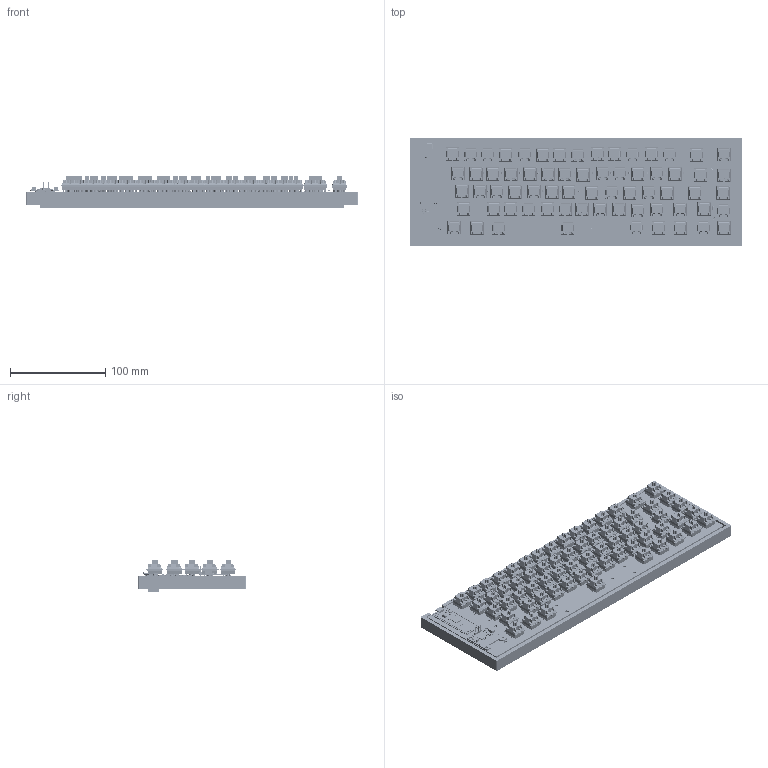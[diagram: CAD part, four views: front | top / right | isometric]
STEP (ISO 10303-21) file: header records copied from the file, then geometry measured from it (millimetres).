
FILE_DESCRIPTION(/* description */ (''),/* implementation_level */ '2;1');
FILE_NAME(/* name */ 'Keyboard with components.step',/* time_stamp */ '2026-01-21T09:39:18-05:00',/* author */ (''),/* organization */ (''),/* preprocessor_version */ 'ST-DEVELOPER v20.1',/* originating_system */ 'Autodesk Translation Framework v14.21.0.0',/* authorisation */ '');
FILE_SCHEMA (('AUTOMOTIVE_DESIGN { 1 0 10303 214 3 1 1 }'));
Products named in the file (52): 2026-01-09-15-44-01-182; 2026-01-10-20-46-24-564; 2026-01-10-20-46-24-565; 2026-01-10-20-46-24-567; 2026-01-10-20-46-24-566; 2026-01-10-23-57-37-748; 2026-01-10-23-57-37-748_1; 2026-01-10-23-57-37-748_2; 2026-01-10-23-57-37-748_3; 2026-01-10-23-57-37-748_4; 2026-01-10-23-57-37-748_5; 2026-01-10-23-57-37-748_6; 2026-01-10-23-57-37-748_7; 2026-01-10-23-57-37-748_8; 2026-01-10-23-57-37-749; 2026-01-10-23-57-37-750; 2026-01-11-00-07-58-444; 2026-01-11-00-07-58-445; 2026-01-11-00-07-58-447; 2026-01-11-00-07-58-449; 2026-01-11-00-07-58-450; 2026-01-11-00-07-58-451; 2026-01-11-00-07-58-452; 2026-01-11-00-07-58-453; 2026-01-11-00-07-58-454; 2026-01-11-00-07-58-455; 2026-01-11-00-07-58-457; 2026-01-11-00-07-58-458; 2026-01-11-00-07-58-459; 2026-01-11-00-07-58-461; 2026-01-11-00-07-58-462; 2026-01-11-00-07-58-463; 2026-01-11-00-07-58-445_1; 2026-01-11-00-07-58-445_2; 2026-01-11-00-07-58-447_1; 2026-01-11-00-07-58-445_3; 2026-01-11-00-07-58-445_4; 2026-01-11-00-07-58-455_1; 2026-01-11-00-07-58-445_5; 2026-01-11-00-07-58-459_1 ...
Assembly tree (207 placements, depth 4):
  2026-01-09-15-44-01-182
    2026-01-10-20-46-24-564
      2026-01-10-20-46-24-565
      2026-01-10-20-46-24-566  x67
      2026-01-10-20-46-24-567
    2026-01-10-23-57-37-748_7  x59
      2026-01-10-23-57-37-749
      2026-01-10-23-57-37-750
    2026-01-10-23-57-37-748
      2026-01-10-23-57-37-749
      2026-01-10-23-57-37-750
    2026-01-10-23-57-37-748_1
      2026-01-10-23-57-37-749
      2026-01-10-23-57-37-750
    2026-01-10-23-57-37-748_2
      2026-01-10-23-57-37-749
      2026-01-10-23-57-37-750
    2026-01-10-23-57-37-748_3
      2026-01-10-23-57-37-749
      2026-01-10-23-57-37-750
    2026-01-10-23-57-37-748_4
      2026-01-10-23-57-37-749
      2026-01-10-23-57-37-750
    2026-01-10-23-57-37-748_5
      2026-01-10-23-57-37-749
      2026-01-10-23-57-37-750
    2026-01-10-23-57-37-748_6
      2026-01-10-23-57-37-749
      2026-01-10-23-57-37-750
    2026-01-10-23-57-37-748_8
      2026-01-10-23-57-37-749
      2026-01-10-23-57-37-750
    2026-01-11-00-07-58-444
      2026-01-11-00-07-58-445
        2026-01-11-00-07-58-446
      2026-01-11-00-07-58-447
        2026-01-11-00-07-58-448
      2026-01-11-00-07-58-449
        2026-01-11-00-07-58-450
      2026-01-11-00-07-58-451
        2026-01-11-00-07-58-452
      2026-01-11-00-07-58-453
        2026-01-11-00-07-58-454
      2026-01-11-00-07-58-455
        2026-01-11-00-07-58-456
      2026-01-11-00-07-58-457
        2026-01-11-00-07-58-458
      2026-01-11-00-07-58-459
        2026-01-11-00-07-58-460
      2026-01-11-00-07-58-461
        2026-01-11-00-07-58-462
      2026-01-11-00-07-58-463
      2026-01-11-00-07-58-445_1
        2026-01-11-00-07-58-446
      2026-01-11-00-07-58-445_2
        2026-01-11-00-07-58-446
      2026-01-11-00-07-58-447_1
        2026-01-11-00-07-58-448
      2026-01-11-00-07-58-445_3
        2026-01-11-00-07-58-446
Bounding box: 348 x 113 x 32.93 mm (x, y, z)
Volume: 406396.5 mm3; surface area: 295868.3 mm2
Topology: 757 solids, 757 shells, 12419 faces, 30623 edges, 19883 vertices
Faces by surface type: plane 8777, cylinder 2832, sphere 286, torus 270, cone 206, bspline 48
Full cylindrical faces by diameter (mm): 0.3 x2, 0.5 x201, 0.8 x134, 1 x91, 1.04 x2, 1.47 x134, 1.6 x134, 1.75 x134, 1.85 x2, 2 x134, 2.02 x67, 2.1 x4, 2.2 x2, 3.048 x8, 3.2 x9, 3.85 x67, 3.988 x75, 4.3 x5
Entity records: 67908 total; most frequent: DIRECTION 11630, CARTESIAN_POINT 11229, ORIENTED_EDGE 10578, EDGE_CURVE 5289, AXIS2_PLACEMENT_3D 4138, VERTEX_POINT 3495, LINE 3354, VECTOR 3354
